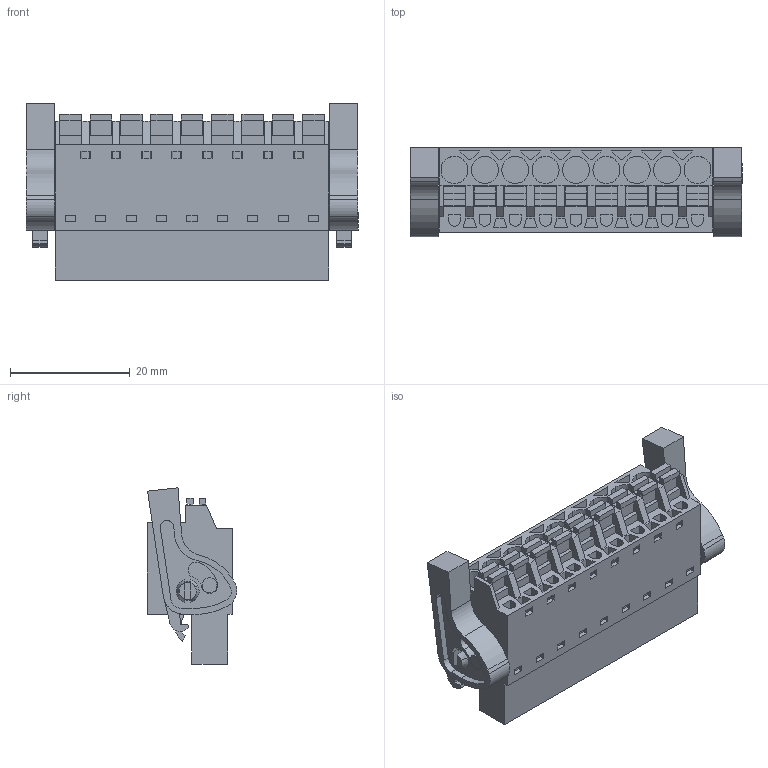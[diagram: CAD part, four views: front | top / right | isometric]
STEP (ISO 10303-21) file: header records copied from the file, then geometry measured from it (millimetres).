
FILE_DESCRIPTION(('CATIA V5 STEP Exchange','CAx-IF Rec.Pracs.--- Model Styling and Organization---1.2---2011-12-15'),'2;1');
FILE_NAME ('D1446627_0_1014450000_1014450000.stp','2017-04-29T06:07:57+00:00',('none'),('Weidmueller'),'CATIA Version 5-6 Release 2014','CATIA V5 STEP AP214','none');
FILE_SCHEMA(('AUTOMOTIVE_DESIGN { 1 0 10303 214 1 1 1 1 }'));
Length unit declared in the file: millimetre
Products named in the file (1): 1014450000
Bounding box: 55.54 x 14.96 x 29.52 mm (x, y, z)
Volume: 12022.4 mm3; surface area: 9094.8 mm2
Topology: 12 solids, 12 shells, 765 faces, 2168 edges, 1500 vertices
Faces by surface type: plane 628, cylinder 128, cone 8, extrusion 1
Entity records: 24555 total; most frequent: CARTESIAN_POINT 4699, ORIENTED_EDGE 4336, DIRECTION 3160, EDGE_CURVE 2168, VECTOR 1875, LINE 1874, VERTEX_POINT 1500, EDGE_LOOP 878
